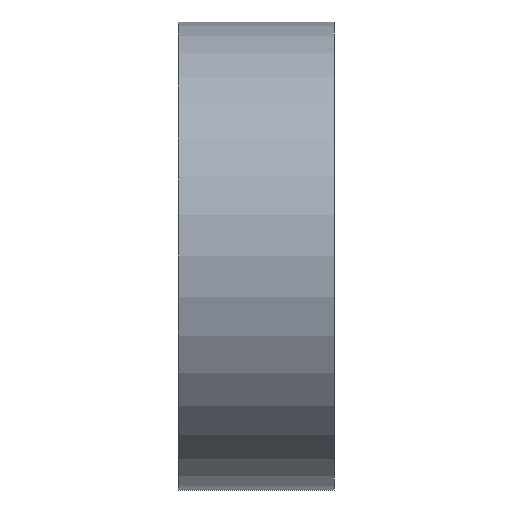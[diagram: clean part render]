
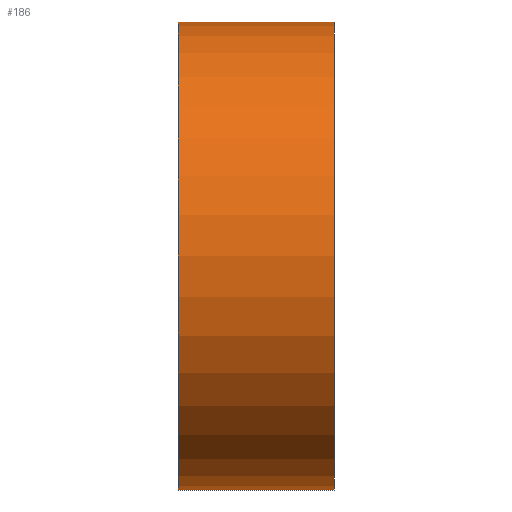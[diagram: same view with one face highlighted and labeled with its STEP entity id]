
A CAD part, front view. The second image highlights one B-rep face of the part: STEP entity #186.
In plain terms, the highlighted cylindrical face has radius 30 mm (diameter 60 mm), a partial arc.
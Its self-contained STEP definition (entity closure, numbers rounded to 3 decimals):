
#15=CYLINDRICAL_SURFACE('',#218,30.);
#17=CIRCLE('',#205,30.);
#18=CIRCLE('',#207,30.);
#21=CIRCLE('',#211,30.);
#23=CIRCLE('',#217,30.);
#38=FACE_OUTER_BOUND('',#48,.T.);
#48=EDGE_LOOP('',(#161,#162,#163,#164,#165,#166,#167,#168));
#50=LINE('',#279,#66);
#55=LINE('',#290,#71);
#63=LINE('',#318,#79);
#64=LINE('',#320,#80);
#66=VECTOR('',#224,10.);
#71=VECTOR('',#231,10.);
#79=VECTOR('',#263,10.);
#80=VECTOR('',#266,10.);
#81=VERTEX_POINT('',#275);
#83=VERTEX_POINT('',#278);
#87=VERTEX_POINT('',#287);
#88=VERTEX_POINT('',#289);
#90=VERTEX_POINT('',#295);
#91=VERTEX_POINT('',#299);
#94=VERTEX_POINT('',#307);
#96=VERTEX_POINT('',#316);
#98=EDGE_CURVE('',#83,#81,#50,.T.);
#103=EDGE_CURVE('',#88,#87,#55,.T.);
#107=EDGE_CURVE('',#87,#90,#17,.T.);
#108=EDGE_CURVE('',#91,#88,#18,.T.);
#113=EDGE_CURVE('',#81,#94,#21,.T.);
#118=EDGE_CURVE('',#90,#96,#63,.T.);
#119=EDGE_CURVE('',#94,#91,#64,.T.);
#120=EDGE_CURVE('',#83,#96,#23,.T.);
#161=ORIENTED_EDGE('',*,*,#103,.T.);
#162=ORIENTED_EDGE('',*,*,#107,.T.);
#163=ORIENTED_EDGE('',*,*,#118,.T.);
#164=ORIENTED_EDGE('',*,*,#120,.F.);
#165=ORIENTED_EDGE('',*,*,#98,.T.);
#166=ORIENTED_EDGE('',*,*,#113,.T.);
#167=ORIENTED_EDGE('',*,*,#119,.T.);
#168=ORIENTED_EDGE('',*,*,#108,.T.);
#186=ADVANCED_FACE('',(#38),#15,.T.);
#205=AXIS2_PLACEMENT_3D('',#297,#238,#239);
#207=AXIS2_PLACEMENT_3D('',#300,#242,#243);
#211=AXIS2_PLACEMENT_3D('',#309,#252,#253);
#217=AXIS2_PLACEMENT_3D('',#322,#269,#270);
#218=AXIS2_PLACEMENT_3D('',#323,#271,#272);
#224=DIRECTION('',(1.,0.,0.));
#231=DIRECTION('',(1.,0.,0.));
#238=DIRECTION('center_axis',(-1.,0.,0.));
#239=DIRECTION('ref_axis',(0.,0.,1.));
#242=DIRECTION('center_axis',(1.,0.,0.));
#243=DIRECTION('ref_axis',(0.,0.,1.));
#252=DIRECTION('center_axis',(-1.,0.,0.));
#253=DIRECTION('ref_axis',(0.,0.,1.));
#263=DIRECTION('',(-1.,0.,0.));
#266=DIRECTION('',(1.,0.,0.));
#269=DIRECTION('center_axis',(-1.,0.,0.));
#270=DIRECTION('ref_axis',(0.,0.,1.));
#271=DIRECTION('center_axis',(-1.,0.,0.));
#272=DIRECTION('ref_axis',(0.,-0.707,-0.707));
#275=CARTESIAN_POINT('',(5.,30.,0.));
#278=CARTESIAN_POINT('',(0.,30.,0.));
#279=CARTESIAN_POINT('',(10.,30.,0.));
#287=CARTESIAN_POINT('',(20.,30.,0.));
#289=CARTESIAN_POINT('',(15.,30.,0.));
#290=CARTESIAN_POINT('',(10.,30.,0.));
#295=CARTESIAN_POINT('',(20.,0.,30.));
#297=CARTESIAN_POINT('Origin',(20.,0.,0.));
#299=CARTESIAN_POINT('',(15.,0.,-30.));
#300=CARTESIAN_POINT('Origin',(15.,0.,0.));
#307=CARTESIAN_POINT('',(5.,0.,-30.));
#309=CARTESIAN_POINT('Origin',(5.,0.,0.));
#316=CARTESIAN_POINT('',(0.,0.,30.));
#318=CARTESIAN_POINT('',(10.,0.,30.));
#320=CARTESIAN_POINT('',(10.,0.,-30.));
#322=CARTESIAN_POINT('Origin',(0.,0.,0.));
#323=CARTESIAN_POINT('Origin',(10.,0.,0.));
